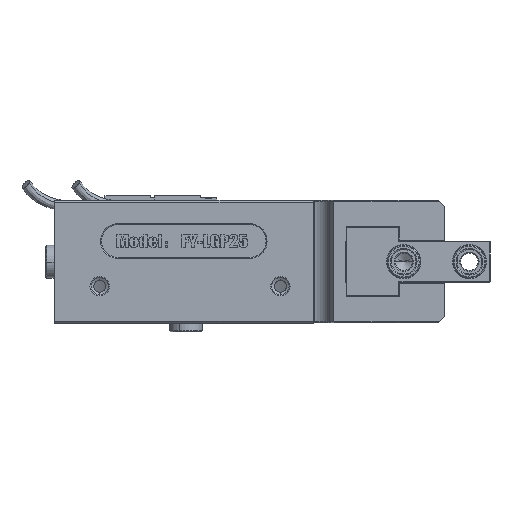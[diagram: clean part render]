
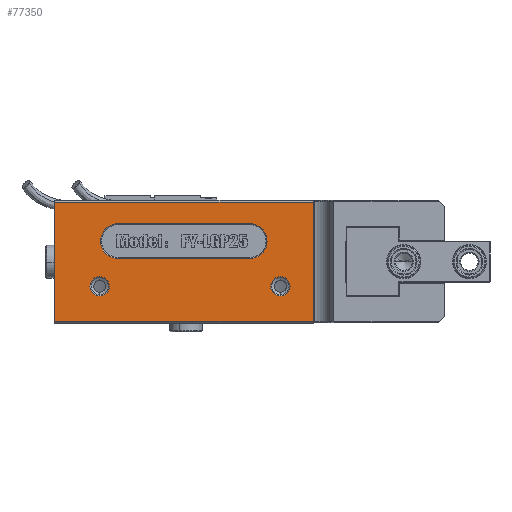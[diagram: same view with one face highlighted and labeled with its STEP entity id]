
A CAD part, left-side view. The second image highlights one B-rep face of the part: STEP entity #77350.
In plain terms, the highlighted planar face has unit normal (-1, 0, 0).
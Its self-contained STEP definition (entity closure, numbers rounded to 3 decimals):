
#435 = CARTESIAN_POINT ( 'NONE',  ( -25., -31.5, -14.5 ) ) ;
#1257 = ORIENTED_EDGE ( 'NONE', *, *, #48650, .T. ) ;
#1567 = CARTESIAN_POINT ( 'NONE',  ( -25., -31.5, -15. ) ) ;
#1696 = DIRECTION ( 'NONE',  ( 1., 0., 0. ) ) ;
#1946 = VERTEX_POINT ( 'NONE', #82684 ) ;
#2498 = CIRCLE ( 'NONE', #46438, 4.25 ) ;
#2681 = DIRECTION ( 'NONE',  ( 1., 0., 0. ) ) ;
#2759 = CARTESIAN_POINT ( 'NONE',  ( -25., -23.5, -6. ) ) ;
#3603 = ORIENTED_EDGE ( 'NONE', *, *, #60547, .T. ) ;
#5000 = EDGE_LOOP ( 'NONE', ( #43388, #72383 ) ) ;
#6993 = VECTOR ( 'NONE', #38129, 1000. ) ;
#7729 = ORIENTED_EDGE ( 'NONE', *, *, #37393, .T. ) ;
#9051 = CARTESIAN_POINT ( 'NONE',  ( -25., 20.5, -6. ) ) ;
#9277 = ORIENTED_EDGE ( 'NONE', *, *, #29256, .T. ) ;
#9470 = DIRECTION ( 'NONE',  ( 0., 0., -1. ) ) ;
#11331 = PLANE ( 'NONE',  #60834 ) ;
#11899 = FACE_BOUND ( 'NONE', #13940, .T. ) ;
#12666 = VECTOR ( 'NONE', #35365, 1000. ) ;
#13940 = EDGE_LOOP ( 'NONE', ( #50739, #30537, #44807, #3603 ) ) ;
#14322 = CIRCLE ( 'NONE', #86462, 2.35 ) ;
#14472 = VECTOR ( 'NONE', #32162, 1000. ) ;
#14493 = VERTEX_POINT ( 'NONE', #435 ) ;
#15798 = DIRECTION ( 'NONE',  ( 0., 0., -1. ) ) ;
#17246 = VERTEX_POINT ( 'NONE', #54916 ) ;
#17492 = AXIS2_PLACEMENT_3D ( 'NONE', #2759, #49669, #9470 ) ;
#18889 = CARTESIAN_POINT ( 'NONE',  ( -25., 16., 0.75 ) ) ;
#18913 = VECTOR ( 'NONE', #72036, 1000. ) ;
#20842 = CARTESIAN_POINT ( 'NONE',  ( -25., -16., 5. ) ) ;
#21348 = CARTESIAN_POINT ( 'NONE',  ( -25., 20.5, -3.65 ) ) ;
#21714 = ORIENTED_EDGE ( 'NONE', *, *, #80560, .T. ) ;
#24804 = DIRECTION ( 'NONE',  ( 0., 0., -1. ) ) ;
#25123 = CARTESIAN_POINT ( 'NONE',  ( -25., 31.5, -15. ) ) ;
#26087 = EDGE_CURVE ( 'NONE', #17246, #84008, #2498, .T. ) ;
#26914 = LINE ( 'NONE', #64213, #6993 ) ;
#27555 = DIRECTION ( 'NONE',  ( 0., 0., -1. ) ) ;
#28264 = EDGE_CURVE ( 'NONE', #64395, #1946, #72446, .T. ) ;
#28878 = VERTEX_POINT ( 'NONE', #21348 ) ;
#29256 = EDGE_CURVE ( 'NONE', #85245, #71360, #64043, .T. ) ;
#29740 = FACE_OUTER_BOUND ( 'NONE', #50600, .T. ) ;
#30537 = ORIENTED_EDGE ( 'NONE', *, *, #46702, .T. ) ;
#30983 = CARTESIAN_POINT ( 'NONE',  ( -25., 31.5, -15. ) ) ;
#31283 = CARTESIAN_POINT ( 'NONE',  ( -25., 31.5, 9.25 ) ) ;
#32162 = DIRECTION ( 'NONE',  ( 0., -1., 0. ) ) ;
#32582 = EDGE_LOOP ( 'NONE', ( #81303, #7729 ) ) ;
#33055 = CARTESIAN_POINT ( 'NONE',  ( -25., 31.5, 0.75 ) ) ;
#34277 = DIRECTION ( 'NONE',  ( 1., 0., 0. ) ) ;
#34393 = LINE ( 'NONE', #31283, #14472 ) ;
#34932 = DIRECTION ( 'NONE',  ( 0., 0., 1. ) ) ;
#35365 = DIRECTION ( 'NONE',  ( 0., 1., 0. ) ) ;
#37141 = VERTEX_POINT ( 'NONE', #18889 ) ;
#37393 = EDGE_CURVE ( 'NONE', #1946, #64395, #55042, .T. ) ;
#37700 = CARTESIAN_POINT ( 'NONE',  ( -25., 16., 9.25 ) ) ;
#38129 = DIRECTION ( 'NONE',  ( 0., -1., 0. ) ) ;
#38375 = CARTESIAN_POINT ( 'NONE',  ( -25., -31.5, 14.5 ) ) ;
#39801 = DIRECTION ( 'NONE',  ( 0., 1., 0. ) ) ;
#39844 = AXIS2_PLACEMENT_3D ( 'NONE', #9051, #55987, #15798 ) ;
#40520 = EDGE_CURVE ( 'NONE', #74833, #71360, #68214, .T. ) ;
#41827 = CARTESIAN_POINT ( 'NONE',  ( -25., 16., 5. ) ) ;
#42848 = CARTESIAN_POINT ( 'NONE',  ( -25., -23.5, -6. ) ) ;
#43388 = ORIENTED_EDGE ( 'NONE', *, *, #48828, .T. ) ;
#44807 = ORIENTED_EDGE ( 'NONE', *, *, #26087, .T. ) ;
#46438 = AXIS2_PLACEMENT_3D ( 'NONE', #20842, #67702, #27555 ) ;
#46442 = ORIENTED_EDGE ( 'NONE', *, *, #40520, .F. ) ;
#46702 = EDGE_CURVE ( 'NONE', #55269, #17246, #34393, .T. ) ;
#48578 = DIRECTION ( 'NONE',  ( 0., 0., -1. ) ) ;
#48650 = EDGE_CURVE ( 'NONE', #74833, #14493, #26914, .T. ) ;
#48828 = EDGE_CURVE ( 'NONE', #28878, #55393, #14322, .T. ) ;
#49018 = EDGE_CURVE ( 'NONE', #55393, #28878, #55218, .T. ) ;
#49588 = DIRECTION ( 'NONE',  ( 0., 0., -1. ) ) ;
#49669 = DIRECTION ( 'NONE',  ( 1., 0., 0. ) ) ;
#50600 = EDGE_LOOP ( 'NONE', ( #46442, #1257, #21714, #9277 ) ) ;
#50739 = ORIENTED_EDGE ( 'NONE', *, *, #76196, .T. ) ;
#54916 = CARTESIAN_POINT ( 'NONE',  ( -25., -16., 9.25 ) ) ;
#55042 = CIRCLE ( 'NONE', #17492, 2.35 ) ;
#55218 = CIRCLE ( 'NONE', #39844, 2.35 ) ;
#55269 = VERTEX_POINT ( 'NONE', #37700 ) ;
#55393 = VERTEX_POINT ( 'NONE', #72271 ) ;
#55954 = CIRCLE ( 'NONE', #74811, 4.25 ) ;
#55987 = DIRECTION ( 'NONE',  ( 1., 0., 0. ) ) ;
#60547 = EDGE_CURVE ( 'NONE', #84008, #37141, #70660, .T. ) ;
#60834 = AXIS2_PLACEMENT_3D ( 'NONE', #30983, #64967, #24804 ) ;
#61807 = VECTOR ( 'NONE', #34932, 1000. ) ;
#63889 = LINE ( 'NONE', #1567, #61807 ) ;
#64043 = LINE ( 'NONE', #75531, #12666 ) ;
#64213 = CARTESIAN_POINT ( 'NONE',  ( -25., 31.5, -14.5 ) ) ;
#64395 = VERTEX_POINT ( 'NONE', #64420 ) ;
#64420 = CARTESIAN_POINT ( 'NONE',  ( -25., -23.5, -3.65 ) ) ;
#64967 = DIRECTION ( 'NONE',  ( 1., 0., 0. ) ) ;
#65367 = FACE_BOUND ( 'NONE', #32582, .T. ) ;
#67702 = DIRECTION ( 'NONE',  ( 1., 0., 0. ) ) ;
#68214 = LINE ( 'NONE', #25123, #18913 ) ;
#68786 = CARTESIAN_POINT ( 'NONE',  ( -25., 31.5, -14.5 ) ) ;
#69485 = AXIS2_PLACEMENT_3D ( 'NONE', #42848, #2681, #49588 ) ;
#70660 = LINE ( 'NONE', #33055, #86403 ) ;
#71360 = VERTEX_POINT ( 'NONE', #75767 ) ;
#71975 = CARTESIAN_POINT ( 'NONE',  ( -25., -16., 0.75 ) ) ;
#72036 = DIRECTION ( 'NONE',  ( 0., 0., 1. ) ) ;
#72271 = CARTESIAN_POINT ( 'NONE',  ( -25., 20.5, -8.35 ) ) ;
#72383 = ORIENTED_EDGE ( 'NONE', *, *, #49018, .T. ) ;
#72446 = CIRCLE ( 'NONE', #69485, 2.35 ) ;
#74411 = CARTESIAN_POINT ( 'NONE',  ( -25., 20.5, -6. ) ) ;
#74811 = AXIS2_PLACEMENT_3D ( 'NONE', #41827, #1696, #48578 ) ;
#74833 = VERTEX_POINT ( 'NONE', #68786 ) ;
#75531 = CARTESIAN_POINT ( 'NONE',  ( -25., 31.5, 14.5 ) ) ;
#75767 = CARTESIAN_POINT ( 'NONE',  ( -25., 31.5, 14.5 ) ) ;
#76196 = EDGE_CURVE ( 'NONE', #37141, #55269, #55954, .T. ) ;
#77350 = ADVANCED_FACE ( 'NONE', ( #11899, #81152, #65367, #29740 ), #11331, .F. ) ;
#80560 = EDGE_CURVE ( 'NONE', #14493, #85245, #63889, .T. ) ;
#81152 = FACE_BOUND ( 'NONE', #5000, .T. ) ;
#81199 = DIRECTION ( 'NONE',  ( 0., 0., -1. ) ) ;
#81303 = ORIENTED_EDGE ( 'NONE', *, *, #28264, .T. ) ;
#82684 = CARTESIAN_POINT ( 'NONE',  ( -25., -23.5, -8.35 ) ) ;
#84008 = VERTEX_POINT ( 'NONE', #71975 ) ;
#85245 = VERTEX_POINT ( 'NONE', #38375 ) ;
#86403 = VECTOR ( 'NONE', #39801, 1000. ) ;
#86462 = AXIS2_PLACEMENT_3D ( 'NONE', #74411, #34277, #81199 ) ;
